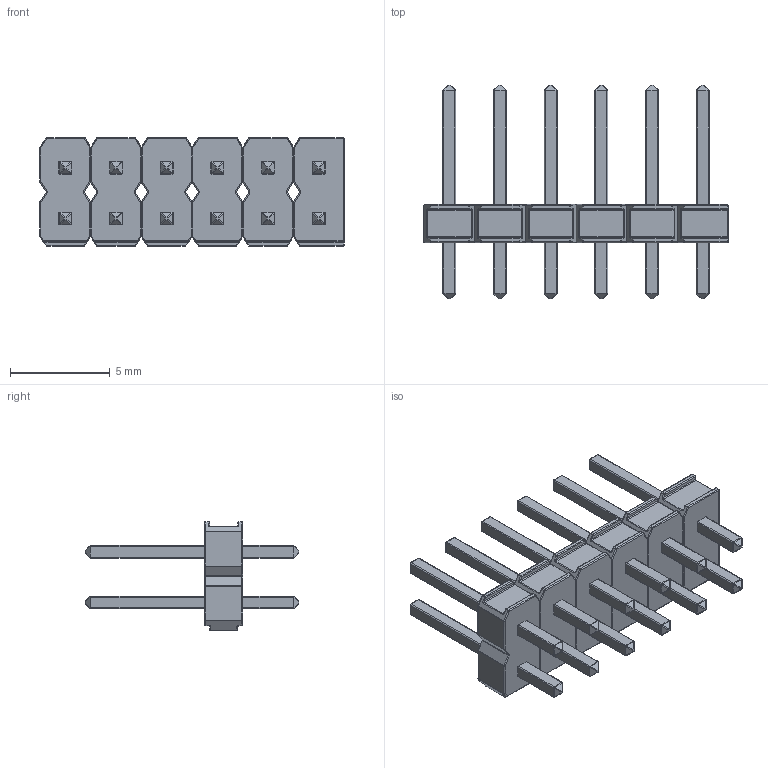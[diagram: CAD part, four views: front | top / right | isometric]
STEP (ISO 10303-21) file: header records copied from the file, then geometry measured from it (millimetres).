
FILE_DESCRIPTION (( 'STEP AP214' ), '1' );
FILE_NAME ('929836-01-06.STEP', '2017-11-17T19:41:46', ( '' ), ( '' ), 'SwSTEP 2.0', 'SolidWorks 2014', '' );
FILE_SCHEMA (( 'AUTOMOTIVE_DESIGN' ));
Length unit declared in the file: millimetre
Products named in the file (3): 3M 929836 main; 3M 929836 end; 929836-01-06
Assembly tree (6 placements, depth 2):
  929836-01-06
    3M 929836 end
    3M 929836 main  x5
Bounding box: 15.24 x 10.68 x 5.46 mm (x, y, z)
Volume: 188.3 mm3; surface area: 583.2 mm2
Topology: 6 solids, 6 shells, 1551 faces, 3471 edges, 1686 vertices
Faces by surface type: cylinder 760, sphere 366, plane 355, bspline 44, torus 26
Entity records: 16645 total; most frequent: DIRECTION 2477, CARTESIAN_POINT 2289, ORIENTED_EDGE 2058, EDGE_CURVE 1029, AXIS2_PLACEMENT_3D 978, VERTEX_POINT 542, VECTOR 521, LINE 521
